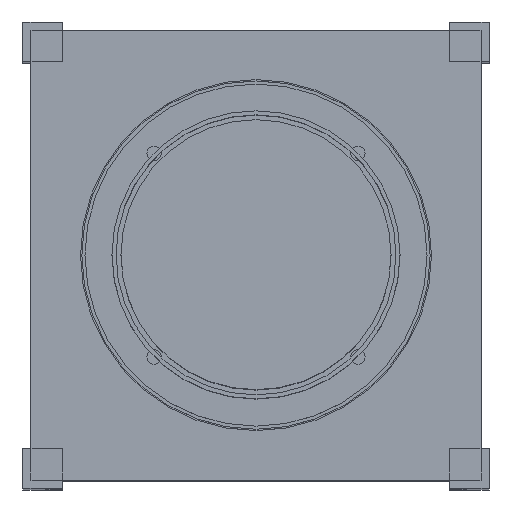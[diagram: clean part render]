
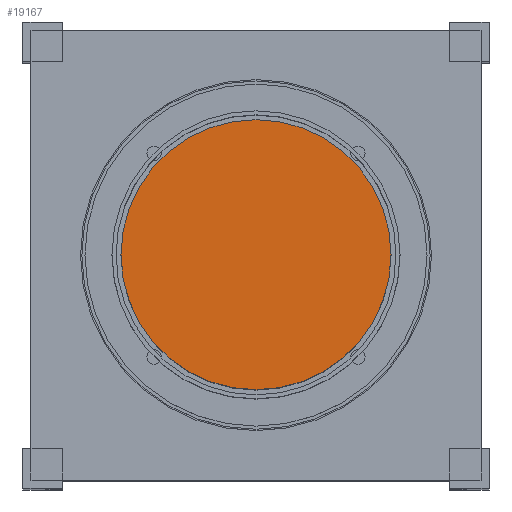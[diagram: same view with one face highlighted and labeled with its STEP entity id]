
A CAD part, top view. The second image highlights one B-rep face of the part: STEP entity #19167.
In plain terms, the highlighted planar face has unit normal (0, 0, 1).
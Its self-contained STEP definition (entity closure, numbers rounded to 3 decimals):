
#19083 = EDGE_CURVE('',#19084,#19084,#19086,.T.);
#19084 = VERTEX_POINT('',#19085);
#19085 = CARTESIAN_POINT('',(30.,0.,279.));
#19086 = SURFACE_CURVE('',#19087,(#19092,#19104),.PCURVE_S1.);
#19087 = CIRCLE('',#19088,30.);
#19088 = AXIS2_PLACEMENT_3D('',#19089,#19090,#19091);
#19089 = CARTESIAN_POINT('',(0.,0.,279.));
#19090 = DIRECTION('',(0.,0.,1.));
#19091 = DIRECTION('',(1.,0.,-0.));
#19092 = PCURVE('',#19093,#19098);
#19093 = CYLINDRICAL_SURFACE('',#19094,30.);
#19094 = AXIS2_PLACEMENT_3D('',#19095,#19096,#19097);
#19095 = CARTESIAN_POINT('',(0.,0.,229.));
#19096 = DIRECTION('',(0.,0.,1.));
#19097 = DIRECTION('',(1.,0.,-0.));
#19098 = DEFINITIONAL_REPRESENTATION('',(#19099),#19103);
#19099 = LINE('',#19100,#19101);
#19100 = CARTESIAN_POINT('',(0.,50.));
#19101 = VECTOR('',#19102,1.);
#19102 = DIRECTION('',(1.,0.));
#19103 = ( GEOMETRIC_REPRESENTATION_CONTEXT(2) 
PARAMETRIC_REPRESENTATION_CONTEXT() REPRESENTATION_CONTEXT('2D SPACE',''
  ) );
#19104 = PCURVE('',#19105,#19110);
#19105 = PLANE('',#19106);
#19106 = AXIS2_PLACEMENT_3D('',#19107,#19108,#19109);
#19107 = CARTESIAN_POINT('',(0.,0.,279.));
#19108 = DIRECTION('',(0.,0.,1.));
#19109 = DIRECTION('',(1.,0.,-0.));
#19110 = DEFINITIONAL_REPRESENTATION('',(#19111),#19115);
#19111 = CIRCLE('',#19112,30.);
#19112 = AXIS2_PLACEMENT_2D('',#19113,#19114);
#19113 = CARTESIAN_POINT('',(0.,0.));
#19114 = DIRECTION('',(1.,0.));
#19115 = ( GEOMETRIC_REPRESENTATION_CONTEXT(2) 
PARAMETRIC_REPRESENTATION_CONTEXT() REPRESENTATION_CONTEXT('2D SPACE',''
  ) );
#19167 = ADVANCED_FACE('',(#19168),#19105,.T.);
#19168 = FACE_BOUND('',#19169,.T.);
#19169 = EDGE_LOOP('',(#19170));
#19170 = ORIENTED_EDGE('',*,*,#19083,.T.);
